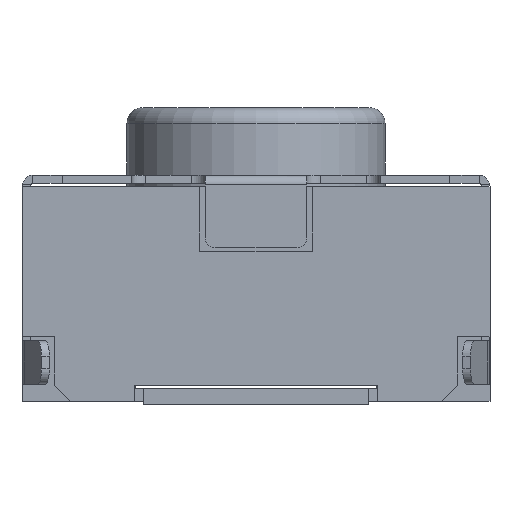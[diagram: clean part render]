
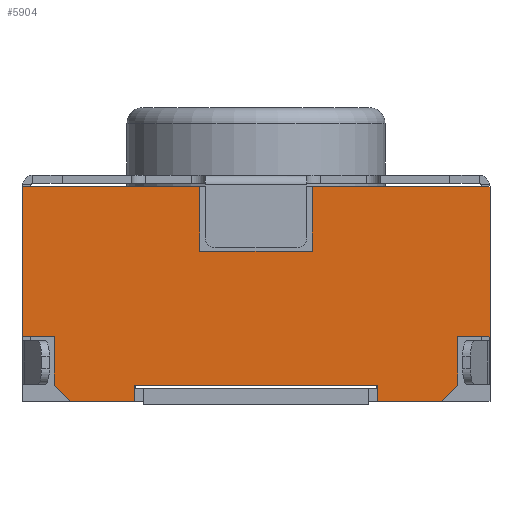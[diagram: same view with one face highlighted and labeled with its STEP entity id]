
A CAD part, left-side view. The second image highlights one B-rep face of the part: STEP entity #5904.
In plain terms, the highlighted planar face has unit normal (-1, 0, 0).
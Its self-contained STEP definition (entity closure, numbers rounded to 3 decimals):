
#5904 = ADVANCED_FACE('',(#5905),#6051,.F.);
#5905 = FACE_BOUND('',#5906,.F.);
#5906 = EDGE_LOOP('',(#5907,#5917,#5925,#5933,#5941,#5949,#5957,#5965,
    #5973,#5981,#5989,#5997,#6005,#6013,#6021,#6029,#6037,#6045));
#5907 = ORIENTED_EDGE('',*,*,#5908,.F.);
#5908 = EDGE_CURVE('',#5909,#5911,#5913,.T.);
#5909 = VERTEX_POINT('',#5910);
#5910 = CARTESIAN_POINT('',(-1.9,1.15,0.));
#5911 = VERTEX_POINT('',#5912);
#5912 = CARTESIAN_POINT('',(-1.9,0.75,0.));
#5913 = LINE('',#5914,#5915);
#5914 = CARTESIAN_POINT('',(-1.9,1.45,0.));
#5915 = VECTOR('',#5916,1.);
#5916 = DIRECTION('',(0.,-1.,0.));
#5917 = ORIENTED_EDGE('',*,*,#5918,.T.);
#5918 = EDGE_CURVE('',#5909,#5919,#5921,.T.);
#5919 = VERTEX_POINT('',#5920);
#5920 = CARTESIAN_POINT('',(-1.9,1.25,0.1));
#5921 = LINE('',#5922,#5923);
#5922 = CARTESIAN_POINT('',(-1.9,1.25,0.1));
#5923 = VECTOR('',#5924,1.);
#5924 = DIRECTION('',(0.,0.707,0.707));
#5925 = ORIENTED_EDGE('',*,*,#5926,.F.);
#5926 = EDGE_CURVE('',#5927,#5919,#5929,.T.);
#5927 = VERTEX_POINT('',#5928);
#5928 = CARTESIAN_POINT('',(-1.9,1.25,0.4));
#5929 = LINE('',#5930,#5931);
#5930 = CARTESIAN_POINT('',(-1.9,1.25,0.4));
#5931 = VECTOR('',#5932,1.);
#5932 = DIRECTION('',(0.,0.,-1.));
#5933 = ORIENTED_EDGE('',*,*,#5934,.F.);
#5934 = EDGE_CURVE('',#5935,#5927,#5937,.T.);
#5935 = VERTEX_POINT('',#5936);
#5936 = CARTESIAN_POINT('',(-1.9,1.45,0.4));
#5937 = LINE('',#5938,#5939);
#5938 = CARTESIAN_POINT('',(-1.9,1.45,0.4));
#5939 = VECTOR('',#5940,1.);
#5940 = DIRECTION('',(0.,-1.,0.));
#5941 = ORIENTED_EDGE('',*,*,#5942,.T.);
#5942 = EDGE_CURVE('',#5935,#5943,#5945,.T.);
#5943 = VERTEX_POINT('',#5944);
#5944 = CARTESIAN_POINT('',(-1.9,1.45,1.33));
#5945 = LINE('',#5946,#5947);
#5946 = CARTESIAN_POINT('',(-1.9,1.45,0.));
#5947 = VECTOR('',#5948,1.);
#5948 = DIRECTION('',(0.,0.,1.));
#5949 = ORIENTED_EDGE('',*,*,#5950,.T.);
#5950 = EDGE_CURVE('',#5943,#5951,#5953,.T.);
#5951 = VERTEX_POINT('',#5952);
#5952 = CARTESIAN_POINT('',(-1.9,0.35,1.33));
#5953 = LINE('',#5954,#5955);
#5954 = CARTESIAN_POINT('',(-1.9,1.45,1.33));
#5955 = VECTOR('',#5956,1.);
#5956 = DIRECTION('',(0.,-1.,0.));
#5957 = ORIENTED_EDGE('',*,*,#5958,.F.);
#5958 = EDGE_CURVE('',#5959,#5951,#5961,.T.);
#5959 = VERTEX_POINT('',#5960);
#5960 = CARTESIAN_POINT('',(-1.9,0.35,0.93));
#5961 = LINE('',#5962,#5963);
#5962 = CARTESIAN_POINT('',(-1.9,0.35,0.93));
#5963 = VECTOR('',#5964,1.);
#5964 = DIRECTION('',(0.,0.,1.));
#5965 = ORIENTED_EDGE('',*,*,#5966,.F.);
#5966 = EDGE_CURVE('',#5967,#5959,#5969,.T.);
#5967 = VERTEX_POINT('',#5968);
#5968 = CARTESIAN_POINT('',(-1.9,-0.35,0.93));
#5969 = LINE('',#5970,#5971);
#5970 = CARTESIAN_POINT('',(-1.9,-0.35,0.93));
#5971 = VECTOR('',#5972,1.);
#5972 = DIRECTION('',(0.,1.,0.));
#5973 = ORIENTED_EDGE('',*,*,#5974,.F.);
#5974 = EDGE_CURVE('',#5975,#5967,#5977,.T.);
#5975 = VERTEX_POINT('',#5976);
#5976 = CARTESIAN_POINT('',(-1.9,-0.35,1.33));
#5977 = LINE('',#5978,#5979);
#5978 = CARTESIAN_POINT('',(-1.9,-0.35,1.33));
#5979 = VECTOR('',#5980,1.);
#5980 = DIRECTION('',(0.,0.,-1.));
#5981 = ORIENTED_EDGE('',*,*,#5982,.T.);
#5982 = EDGE_CURVE('',#5975,#5983,#5985,.T.);
#5983 = VERTEX_POINT('',#5984);
#5984 = CARTESIAN_POINT('',(-1.9,-1.45,1.33));
#5985 = LINE('',#5986,#5987);
#5986 = CARTESIAN_POINT('',(-1.9,1.45,1.33));
#5987 = VECTOR('',#5988,1.);
#5988 = DIRECTION('',(0.,-1.,0.));
#5989 = ORIENTED_EDGE('',*,*,#5990,.F.);
#5990 = EDGE_CURVE('',#5991,#5983,#5993,.T.);
#5991 = VERTEX_POINT('',#5992);
#5992 = CARTESIAN_POINT('',(-1.9,-1.45,0.4));
#5993 = LINE('',#5994,#5995);
#5994 = CARTESIAN_POINT('',(-1.9,-1.45,0.));
#5995 = VECTOR('',#5996,1.);
#5996 = DIRECTION('',(0.,0.,1.));
#5997 = ORIENTED_EDGE('',*,*,#5998,.T.);
#5998 = EDGE_CURVE('',#5991,#5999,#6001,.T.);
#5999 = VERTEX_POINT('',#6000);
#6000 = CARTESIAN_POINT('',(-1.9,-1.25,0.4));
#6001 = LINE('',#6002,#6003);
#6002 = CARTESIAN_POINT('',(-1.9,-1.45,0.4));
#6003 = VECTOR('',#6004,1.);
#6004 = DIRECTION('',(0.,1.,0.));
#6005 = ORIENTED_EDGE('',*,*,#6006,.F.);
#6006 = EDGE_CURVE('',#6007,#5999,#6009,.T.);
#6007 = VERTEX_POINT('',#6008);
#6008 = CARTESIAN_POINT('',(-1.9,-1.25,0.1));
#6009 = LINE('',#6010,#6011);
#6010 = CARTESIAN_POINT('',(-1.9,-1.25,0.));
#6011 = VECTOR('',#6012,1.);
#6012 = DIRECTION('',(0.,0.,1.));
#6013 = ORIENTED_EDGE('',*,*,#6014,.F.);
#6014 = EDGE_CURVE('',#6015,#6007,#6017,.T.);
#6015 = VERTEX_POINT('',#6016);
#6016 = CARTESIAN_POINT('',(-1.9,-1.15,0.));
#6017 = LINE('',#6018,#6019);
#6018 = CARTESIAN_POINT('',(-1.9,-0.525,-0.625));
#6019 = VECTOR('',#6020,1.);
#6020 = DIRECTION('',(0.,-0.707,0.707));
#6021 = ORIENTED_EDGE('',*,*,#6022,.F.);
#6022 = EDGE_CURVE('',#6023,#6015,#6025,.T.);
#6023 = VERTEX_POINT('',#6024);
#6024 = CARTESIAN_POINT('',(-1.9,-0.75,0.));
#6025 = LINE('',#6026,#6027);
#6026 = CARTESIAN_POINT('',(-1.9,1.45,0.));
#6027 = VECTOR('',#6028,1.);
#6028 = DIRECTION('',(0.,-1.,0.));
#6029 = ORIENTED_EDGE('',*,*,#6030,.T.);
#6030 = EDGE_CURVE('',#6023,#6031,#6033,.T.);
#6031 = VERTEX_POINT('',#6032);
#6032 = CARTESIAN_POINT('',(-1.9,-0.75,0.1));
#6033 = LINE('',#6034,#6035);
#6034 = CARTESIAN_POINT('',(-1.9,-0.75,0.));
#6035 = VECTOR('',#6036,1.);
#6036 = DIRECTION('',(0.,0.,1.));
#6037 = ORIENTED_EDGE('',*,*,#6038,.T.);
#6038 = EDGE_CURVE('',#6031,#6039,#6041,.T.);
#6039 = VERTEX_POINT('',#6040);
#6040 = CARTESIAN_POINT('',(-1.9,0.75,0.1));
#6041 = LINE('',#6042,#6043);
#6042 = CARTESIAN_POINT('',(-1.9,-0.75,0.1));
#6043 = VECTOR('',#6044,1.);
#6044 = DIRECTION('',(0.,1.,0.));
#6045 = ORIENTED_EDGE('',*,*,#6046,.T.);
#6046 = EDGE_CURVE('',#6039,#5911,#6047,.T.);
#6047 = LINE('',#6048,#6049);
#6048 = CARTESIAN_POINT('',(-1.9,0.75,0.1));
#6049 = VECTOR('',#6050,1.);
#6050 = DIRECTION('',(0.,0.,-1.));
#6051 = PLANE('',#6052);
#6052 = AXIS2_PLACEMENT_3D('',#6053,#6054,#6055);
#6053 = CARTESIAN_POINT('',(-1.9,1.45,0.));
#6054 = DIRECTION('',(1.,0.,0.));
#6055 = DIRECTION('',(0.,-1.,0.));
